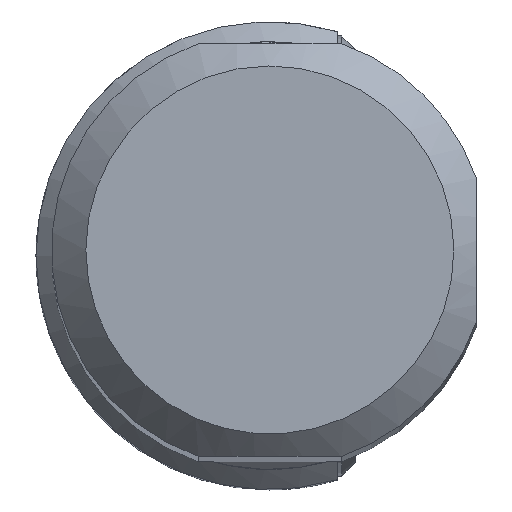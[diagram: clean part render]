
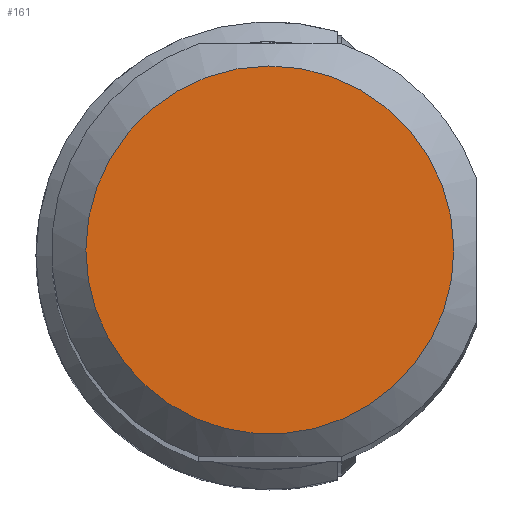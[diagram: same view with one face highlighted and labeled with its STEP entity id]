
A CAD part, top view. The second image highlights one B-rep face of the part: STEP entity #161.
In plain terms, the highlighted planar face has unit normal (0, 0, 1).
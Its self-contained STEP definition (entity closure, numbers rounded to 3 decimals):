
#95=FACE_OUTER_BOUND('',#300,.T.);
#161=ADVANCED_FACE('SHANK_FACE_BACK',(#95),#205,.F.);
#205=PLANE('',#1058);
#300=EDGE_LOOP('',(#512));
#512=ORIENTED_EDGE('',*,*,#867,.T.);
#742=VERTEX_POINT('',#1704);
#867=EDGE_CURVE('',#742,#742,#942,.T.);
#942=CIRCLE('',#1057,13.375);
#1057=AXIS2_PLACEMENT_3D('',#1703,#1260,#1261);
#1058=AXIS2_PLACEMENT_3D('',#1705,#1262,#1263);
#1260=DIRECTION('',(0.,0.,1.));
#1261=DIRECTION('',(-1.,0.,0.));
#1262=DIRECTION('',(0.,0.,-1.));
#1263=DIRECTION('',(1.,0.,0.));
#1703=CARTESIAN_POINT('',(0.,0.,0.));
#1704=CARTESIAN_POINT('',(-13.375,0.,0.));
#1705=CARTESIAN_POINT('',(0.,0.,0.));
